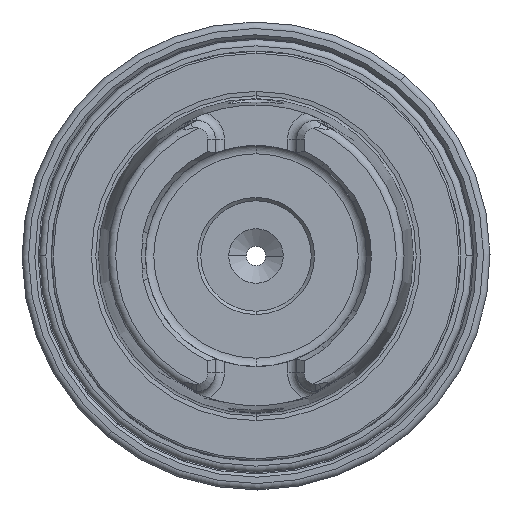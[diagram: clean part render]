
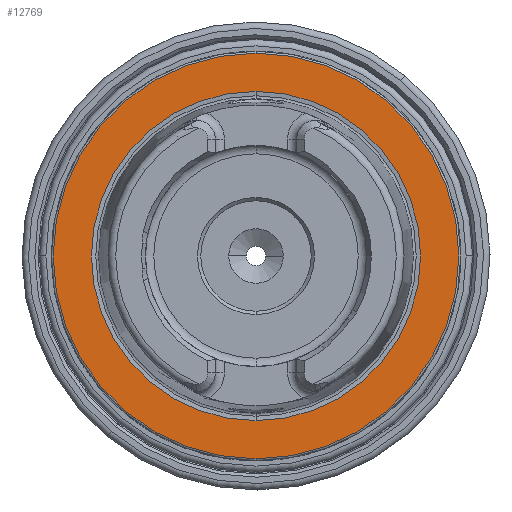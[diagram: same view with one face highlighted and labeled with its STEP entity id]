
A CAD part, left-side view. The second image highlights one B-rep face of the part: STEP entity #12769.
In plain terms, the highlighted planar face has unit normal (-1, 0, 0).
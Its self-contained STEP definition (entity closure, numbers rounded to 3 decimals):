
#1436 = CIRCLE ( 'NONE', #13961, 25.324 ) ;
#1437 = CIRCLE ( 'NONE', #13933, 31.2 ) ;
#3849 = CARTESIAN_POINT ( 'NONE',  ( 0., 0., 0. ) ) ;
#3850 = DIRECTION ( 'NONE',  ( -1., 0., 0. ) ) ;
#3851 = DIRECTION ( 'NONE',  ( 0., 0., 1. ) ) ;
#3859 = CARTESIAN_POINT ( 'NONE',  ( 0., 0., 0. ) ) ;
#3860 = DIRECTION ( 'NONE',  ( -1., 0., 0. ) ) ;
#3861 = DIRECTION ( 'NONE',  ( 0., 0., 1. ) ) ;
#4084 = CIRCLE ( 'NONE', #4092, 25.324 ) ;
#4092 = AXIS2_PLACEMENT_3D ( 'NONE', #3849, #3850, #3851 ) ;
#4096 = CIRCLE ( 'NONE', #4099, 31.2 ) ;
#4099 = AXIS2_PLACEMENT_3D ( 'NONE', #3859, #3860, #3861 ) ;
#11744 = CARTESIAN_POINT ( 'NONE',  ( 0., 0., -25.324 ) ) ;
#11749 = CARTESIAN_POINT ( 'NONE',  ( 0., 0., 25.324 ) ) ;
#11751 = CARTESIAN_POINT ( 'NONE',  ( 0., 0., 31.2 ) ) ;
#11752 = CARTESIAN_POINT ( 'NONE',  ( 0., 0., -31.2 ) ) ;
#12434 = EDGE_CURVE ( 'NONE', #14859, #14854, #1436, .T. ) ;
#12440 = EDGE_CURVE ( 'NONE', #14862, #14861, #1437, .T. ) ;
#12769 = ADVANCED_FACE ( 'NONE', ( #21801, #21786 ), #21803, .F. ) ;
#13269 = EDGE_CURVE ( 'NONE', #14854, #14859, #4084, .T. ) ;
#13273 = EDGE_CURVE ( 'NONE', #14861, #14862, #4096, .T. ) ;
#13933 = AXIS2_PLACEMENT_3D ( 'NONE', #17165, #17166, #17167 ) ;
#13961 = AXIS2_PLACEMENT_3D ( 'NONE', #17128, #17129, #17130 ) ;
#14379 = EDGE_LOOP ( 'NONE', ( #15997, #15998 ) ) ;
#14382 = EDGE_LOOP ( 'NONE', ( #15995, #15996 ) ) ;
#14854 = VERTEX_POINT ( 'NONE', #11744 ) ;
#14859 = VERTEX_POINT ( 'NONE', #11749 ) ;
#14861 = VERTEX_POINT ( 'NONE', #11751 ) ;
#14862 = VERTEX_POINT ( 'NONE', #11752 ) ;
#15995 = ORIENTED_EDGE ( 'NONE', *, *, #12434, .F. ) ;
#15996 = ORIENTED_EDGE ( 'NONE', *, *, #13269, .F. ) ;
#15997 = ORIENTED_EDGE ( 'NONE', *, *, #13273, .T. ) ;
#15998 = ORIENTED_EDGE ( 'NONE', *, *, #12440, .T. ) ;
#17128 = CARTESIAN_POINT ( 'NONE',  ( 0., 0., 0. ) ) ;
#17129 = DIRECTION ( 'NONE',  ( -1., 0., 0. ) ) ;
#17130 = DIRECTION ( 'NONE',  ( 0., 0., 1. ) ) ;
#17165 = CARTESIAN_POINT ( 'NONE',  ( 0., 0., 0. ) ) ;
#17166 = DIRECTION ( 'NONE',  ( -1., 0., 0. ) ) ;
#17167 = DIRECTION ( 'NONE',  ( 0., 0., 1. ) ) ;
#21786 = FACE_OUTER_BOUND ( 'NONE', #14379, .T. ) ;
#21788 = DIRECTION ( 'NONE',  ( 1., 0., 0. ) ) ;
#21800 = CARTESIAN_POINT ( 'NONE',  ( 0., 31.2, 0. ) ) ;
#21801 = FACE_BOUND ( 'NONE', #14382, .T. ) ;
#21803 = PLANE ( 'NONE',  #22151 ) ;
#21805 = DIRECTION ( 'NONE',  ( 0., 0., -1. ) ) ;
#22151 = AXIS2_PLACEMENT_3D ( 'NONE', #21800, #21788, #21805 ) ;
